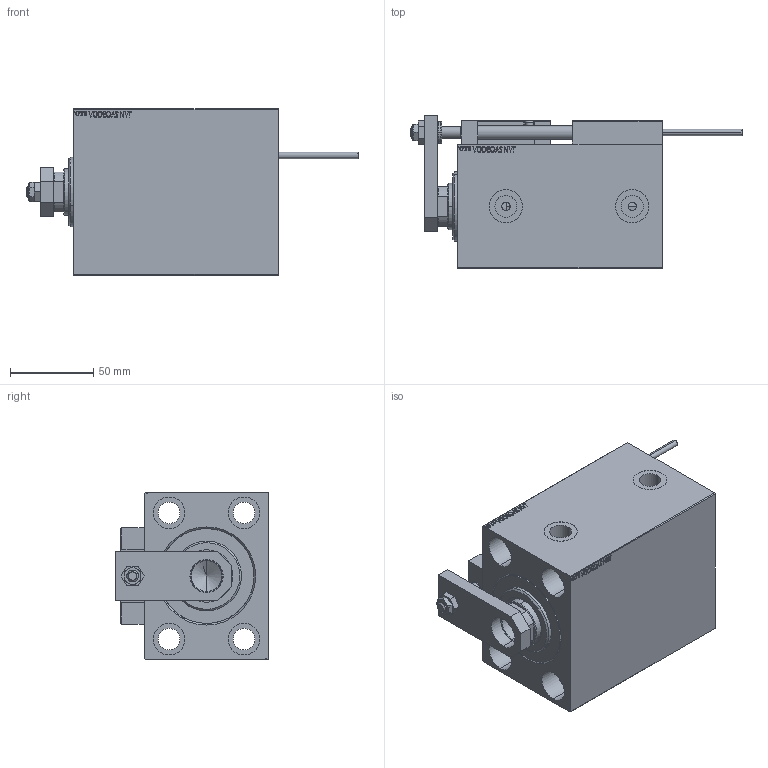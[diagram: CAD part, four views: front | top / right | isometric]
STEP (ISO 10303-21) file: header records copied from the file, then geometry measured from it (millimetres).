
FILE_DESCRIPTION (( 'STEP AP203' ), '1' );
FILE_NAME ('9e2b.STEP', '2021-03-18T22:35:15', ( '' ), ( '' ), 'SwSTEP 2.0', 'SolidWorks 2019', '' );
FILE_SCHEMA (( 'CONFIG_CONTROL_DESIGN' ));
Length unit declared in the file: millimetre
Products named in the file (16): NUT_D10 1f21a4f7e40a102a0f8630c2fef7111d; V450CM_C_VCP 1f21a4f7e40a102a0f8630c2fef7111d; 9e2b; V450CM_VC_B 1f21a4f7e40a102a0f8630c2fef7111d; Block 1f21a4f7e40a102a0f8630c2fef7111d; NUT_D12 1f21a4f7e40a102a0f8630c2fef7111d; ALLEN BOLT D8 1f21a4f7e40a102a0f8630c2fef7111d; ZARAZKA 1f21a4f7e40a102a0f8630c2fef7111d; ALLEN BOLT D5 1f21a4f7e40a102a0f8630c2fef7111d; TYC_L79 1f21a4f7e40a102a0f8630c2fef7111d; V450CM_C 1f21a4f7e40a102a0f8630c2fef7111d; SWITCH_X_FRONT_BACK 1f21a4f7e40a102a0f8630c2fef7111d; SWITCH DIM B,W 1f21a4f7e40a102a0f8630c2fef7111d; MAGNET 1f21a4f7e40a102a0f8630c2fef7111d; KONCOVKA 1f21a4f7e40a102a0f8630c2fef7111d; SWITCH X 1f21a4f7e40a102a0f8630c2fef7111d
Assembly tree (25 placements, depth 3):
  9e2b
    V450CM_C 1f21a4f7e40a102a0f8630c2fef7111d
    SWITCH X 1f21a4f7e40a102a0f8630c2fef7111d
      SWITCH_X_FRONT_BACK 1f21a4f7e40a102a0f8630c2fef7111d  x2
      TYC_L79 1f21a4f7e40a102a0f8630c2fef7111d
      Block 1f21a4f7e40a102a0f8630c2fef7111d  x2
      ALLEN BOLT D5 1f21a4f7e40a102a0f8630c2fef7111d  x4
      ALLEN BOLT D8 1f21a4f7e40a102a0f8630c2fef7111d  x4
      MAGNET 1f21a4f7e40a102a0f8630c2fef7111d  x2
      KONCOVKA 1f21a4f7e40a102a0f8630c2fef7111d  x2
    NUT_D12 1f21a4f7e40a102a0f8630c2fef7111d
    SWITCH DIM B,W 1f21a4f7e40a102a0f8630c2fef7111d
    ZARAZKA 1f21a4f7e40a102a0f8630c2fef7111d
    NUT_D10 1f21a4f7e40a102a0f8630c2fef7111d
    V450CM_C_VCP 1f21a4f7e40a102a0f8630c2fef7111d
    V450CM_VC_B 1f21a4f7e40a102a0f8630c2fef7111d
Bounding box: 199.7 x 92.5 x 100 mm (x, y, z)
Volume: 828332.8 mm3; surface area: 155265.2 mm2
Topology: 24 solids, 24 shells, 1302 faces, 3117 edges, 1992 vertices
Faces by surface type: plane 569, bspline 380, cylinder 192, cone 113, torus 44, sphere 4
Entity records: 51052 total; most frequent: CARTESIAN_POINT 26221, ORIENTED_EDGE 5254, DIRECTION 3550, EDGE_CURVE 2627, VERTEX_POINT 1716, LINE 1504, VECTOR 1504, EDGE_LOOP 1215
